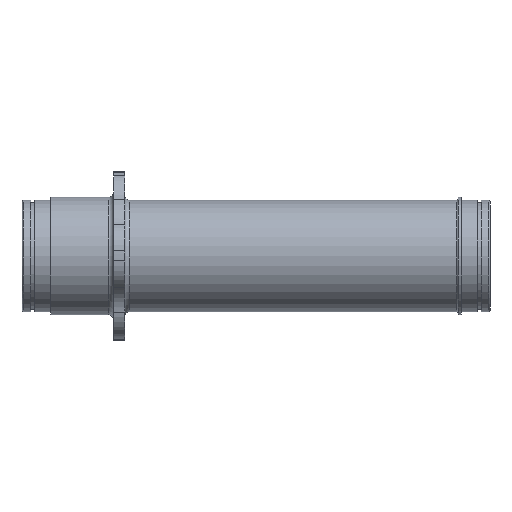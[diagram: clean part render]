
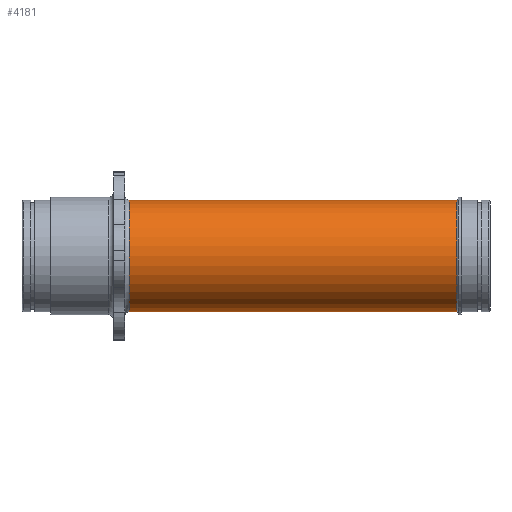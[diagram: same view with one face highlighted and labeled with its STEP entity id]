
A CAD part, top view. The second image highlights one B-rep face of the part: STEP entity #4181.
In plain terms, the highlighted cylindrical face has radius 35 mm (diameter 70 mm), a partial arc.
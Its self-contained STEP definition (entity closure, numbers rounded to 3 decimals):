
#2426=CARTESIAN_POINT('Axis2P3D Location',(0.,0.,0.)) ;
#4034=CARTESIAN_POINT('Vertex',(126.,-35.,0.)) ;
#4036=CARTESIAN_POINT('Vertex',(126.,35.,0.)) ;
#4061=CARTESIAN_POINT('Axis2P3D Location',(126.,0.,0.)) ;
#4144=CARTESIAN_POINT('Line Origine',(-7.825,35.,0.)) ;
#4148=CARTESIAN_POINT('Vertex',(-79.5,35.,0.)) ;
#4151=CARTESIAN_POINT('Line Origine',(-7.825,-35.,0.)) ;
#4155=CARTESIAN_POINT('Vertex',(-79.5,-35.,0.)) ;
#4170=CARTESIAN_POINT('Axis2P3D Location',(-79.5,0.,0.)) ;
#2427=DIRECTION('Axis2P3D Direction',(1.,0.,0.)) ;
#2428=DIRECTION('Axis2P3D XDirection',(0.,1.,0.)) ;
#4062=DIRECTION('Axis2P3D Direction',(-1.,-0.,0.)) ;
#4145=DIRECTION('Vector Direction',(1.,0.,0.)) ;
#4152=DIRECTION('Vector Direction',(1.,0.,0.)) ;
#4171=DIRECTION('Axis2P3D Direction',(1.,0.,0.)) ;
#2429=AXIS2_PLACEMENT_3D('Cylinder Axis2P3D',#2426,#2427,#2428) ;
#4063=AXIS2_PLACEMENT_3D('Circle Axis2P3D',#4061,#4062,$) ;
#4172=AXIS2_PLACEMENT_3D('Circle Axis2P3D',#4170,#4171,$) ;
#4176=ORIENTED_EDGE('',*,*,#4157,.T.) ;
#4177=ORIENTED_EDGE('',*,*,#4065,.F.) ;
#4178=ORIENTED_EDGE('',*,*,#4150,.F.) ;
#4179=ORIENTED_EDGE('',*,*,#4174,.F.) ;
#4146=VECTOR('Line Direction',#4145,1.) ;
#4153=VECTOR('Line Direction',#4152,1.) ;
#4181=ADVANCED_FACE('PartBody',(#4180),#2430,.T.) ;
#4064=CIRCLE('generated circle',#4063,35.) ;
#4173=CIRCLE('generated circle',#4172,35.) ;
#2430=CYLINDRICAL_SURFACE('generated cylinder',#2429,35.) ;
#4065=EDGE_CURVE('',#4037,#4035,#4064,.F.) ;
#4150=EDGE_CURVE('',#4149,#4037,#4147,.T.) ;
#4157=EDGE_CURVE('',#4156,#4035,#4154,.T.) ;
#4174=EDGE_CURVE('',#4156,#4149,#4173,.F.) ;
#4175=EDGE_LOOP('',(#4176,#4177,#4178,#4179)) ;
#4180=FACE_OUTER_BOUND('',#4175,.T.) ;
#4147=LINE('Line',#4144,#4146) ;
#4154=LINE('Line',#4151,#4153) ;
#4035=VERTEX_POINT('',#4034) ;
#4037=VERTEX_POINT('',#4036) ;
#4149=VERTEX_POINT('',#4148) ;
#4156=VERTEX_POINT('',#4155) ;
